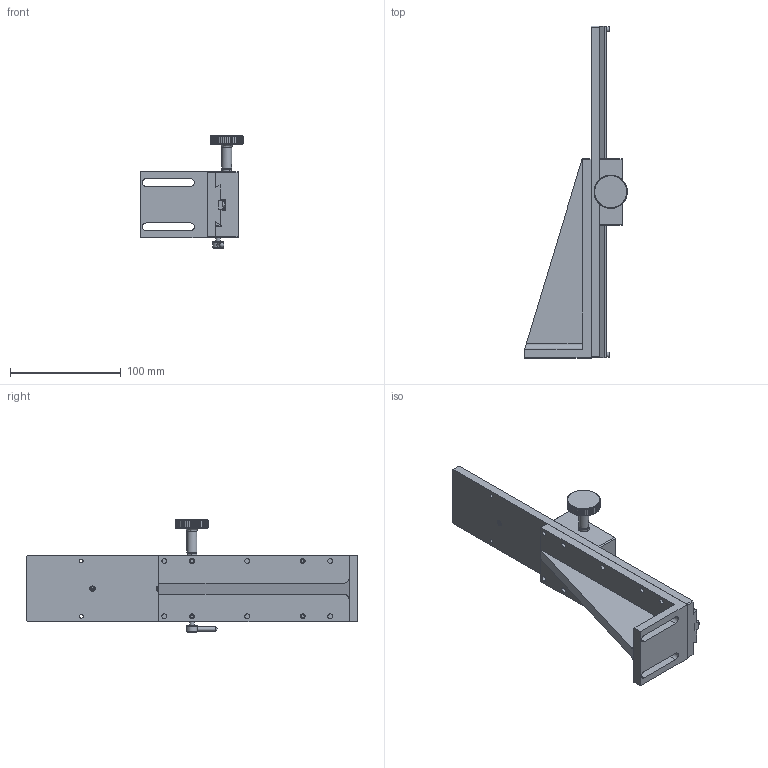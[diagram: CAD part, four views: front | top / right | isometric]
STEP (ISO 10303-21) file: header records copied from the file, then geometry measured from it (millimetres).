
FILE_DESCRIPTION (( 'STEP AP203' ), '1' );
FILE_NAME ('528776.STEP', '2024-10-15T02:06:13', ( 'Windows User' ), ( 'P R C' ), 'SwSTEP 2.0', 'SolidWorks 2020', '' );
FILE_SCHEMA (( 'CONFIG_CONTROL_DESIGN' ));
Products named in the file (1): 528776
Bounding box: 92.73 x 300 x 101.79 mm (x, y, z)
Volume: 402788.9 mm3; surface area: 123456.5 mm2
Topology: 29 solids, 29 shells, 843 faces, 1976 edges, 1213 vertices
Faces by surface type: plane 441, cylinder 182, cone 173, bspline 47
Full cylindrical faces by diameter (mm): 2.05 x6, 2.5 x17, 2.9 x6, 3 x12, 3.3 x17, 4 x4, 4.1 x2, 4.5 x18, 5 x10, 5.5 x4, 6 x6, 7.4 x1, 8 x4, 9 x2, 10 x2
Entity records: 107515 total; most frequent: CARTESIAN_POINT 90027, DIRECTION 3481, ORIENTED_EDGE 3380, EDGE_CURVE 1690, AXIS2_PLACEMENT_3D 1361, EDGE_LOOP 1159, VERTEX_POINT 1127, FACE_OUTER_BOUND 967
